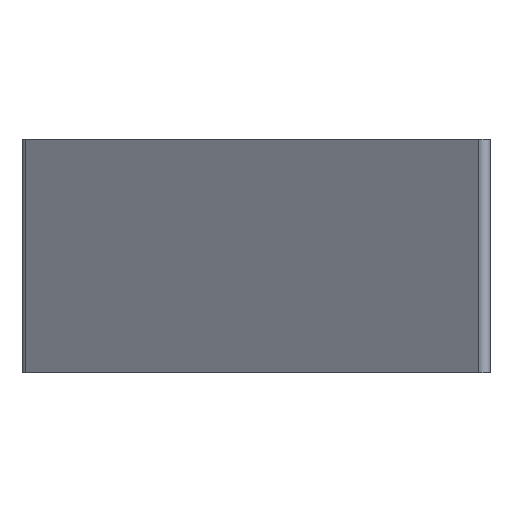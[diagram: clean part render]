
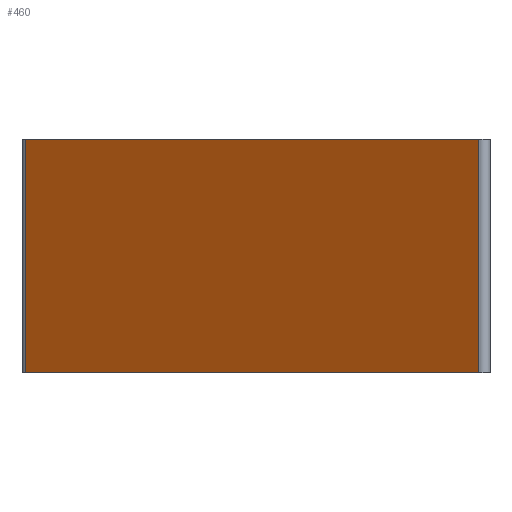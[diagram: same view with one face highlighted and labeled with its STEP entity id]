
A CAD part, left-side view. The second image highlights one B-rep face of the part: STEP entity #460.
In plain terms, the highlighted planar face has unit normal (-0.819, 0.574, 0).
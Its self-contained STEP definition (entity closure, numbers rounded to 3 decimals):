
#40 = DIRECTION ( 'NONE',  ( -0.574, -0.819, 0. ) ) ;
#42 = DIRECTION ( 'NONE',  ( -0.819, 0.574, 0. ) ) ;
#46 = CARTESIAN_POINT ( 'NONE',  ( -9.149, -4.763, -4.76 ) ) ;
#48 = VECTOR ( 'NONE', #377, 1000. ) ;
#53 = VECTOR ( 'NONE', #182, 1000. ) ;
#61 = VECTOR ( 'NONE', #102, 1000. ) ;
#63 = PLANE ( 'NONE',  #276 ) ;
#65 = CARTESIAN_POINT ( 'NONE',  ( -9.149, -4.763, -4.76 ) ) ;
#66 = DIRECTION ( 'NONE',  ( -0.574, -0.819, 0. ) ) ;
#70 = LINE ( 'NONE', #156, #53 ) ;
#79 = LINE ( 'NONE', #325, #48 ) ;
#102 = DIRECTION ( 'NONE',  ( 0., 0., -1. ) ) ;
#109 = LINE ( 'NONE', #181, #61 ) ;
#131 = VERTEX_POINT ( 'NONE', #159 ) ;
#137 = CARTESIAN_POINT ( 'NONE',  ( -8.983, -4.526, -4.76 ) ) ;
#156 = CARTESIAN_POINT ( 'NONE',  ( -8.983, -4.526, -4.76 ) ) ;
#159 = CARTESIAN_POINT ( 'NONE',  ( -2.524, 4.699, 0. ) ) ;
#181 = CARTESIAN_POINT ( 'NONE',  ( -2.524, 4.699, -4.76 ) ) ;
#182 = DIRECTION ( 'NONE',  ( 0., 0., 1. ) ) ;
#239 = VERTEX_POINT ( 'NONE', #273 ) ;
#242 = ORIENTED_EDGE ( 'NONE', *, *, #400, .F. ) ;
#243 = ORIENTED_EDGE ( 'NONE', *, *, #378, .T. ) ;
#244 = ORIENTED_EDGE ( 'NONE', *, *, #459, .T. ) ;
#246 = ORIENTED_EDGE ( 'NONE', *, *, #383, .T. ) ;
#251 = VERTEX_POINT ( 'NONE', #415 ) ;
#261 = EDGE_LOOP ( 'NONE', ( #242, #243, #244, #246 ) ) ;
#273 = CARTESIAN_POINT ( 'NONE',  ( -8.983, -4.526, 0. ) ) ;
#276 = AXIS2_PLACEMENT_3D ( 'NONE', #65, #42, #40 ) ;
#325 = CARTESIAN_POINT ( 'NONE',  ( -9.149, -4.763, 0. ) ) ;
#346 = VERTEX_POINT ( 'NONE', #137 ) ;
#365 = VECTOR ( 'NONE', #66, 1000. ) ;
#377 = DIRECTION ( 'NONE',  ( -0.574, -0.819, 0. ) ) ;
#378 = EDGE_CURVE ( 'NONE', #131, #251, #109, .T. ) ;
#383 = EDGE_CURVE ( 'NONE', #346, #239, #70, .T. ) ;
#399 = LINE ( 'NONE', #46, #365 ) ;
#400 = EDGE_CURVE ( 'NONE', #131, #239, #79, .T. ) ;
#415 = CARTESIAN_POINT ( 'NONE',  ( -2.524, 4.699, -4.76 ) ) ;
#448 = FACE_OUTER_BOUND ( 'NONE', #261, .T. ) ;
#459 = EDGE_CURVE ( 'NONE', #251, #346, #399, .T. ) ;
#460 = ADVANCED_FACE ( 'NONE', ( #448 ), #63, .T. ) ;
